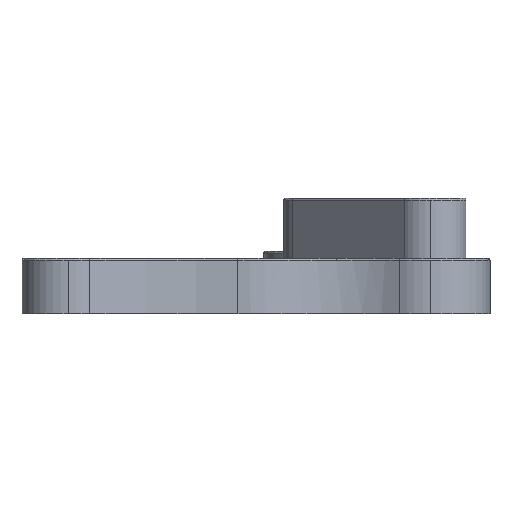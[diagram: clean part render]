
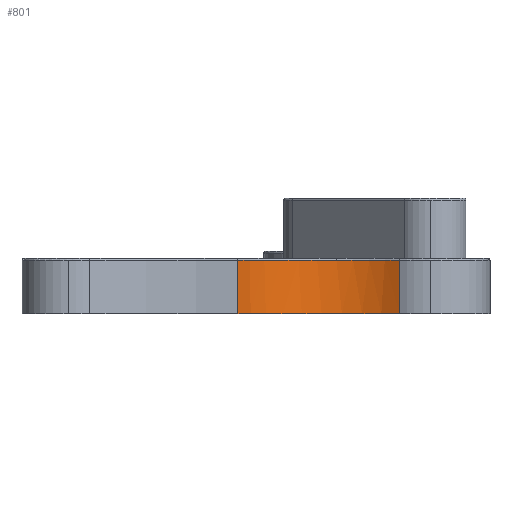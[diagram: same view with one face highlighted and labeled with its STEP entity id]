
A CAD part, left-side view. The second image highlights one B-rep face of the part: STEP entity #801.
In plain terms, the highlighted cylindrical face has radius 15.24 mm (diameter 30.48 mm), a partial arc.
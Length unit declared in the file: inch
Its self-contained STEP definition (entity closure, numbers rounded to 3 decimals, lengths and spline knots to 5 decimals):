
#103 = AXIS2_PLACEMENT_3D ( 'NONE', #1627, #748, #1115 ) ;
#126 = CIRCLE ( 'NONE', #499, 0.6 ) ;
#135 = ORIENTED_EDGE ( 'NONE', *, *, #1659, .T. ) ;
#222 = CARTESIAN_POINT ( 'NONE',  ( 0.45168, -1.65568, 0.27 ) ) ;
#254 = DIRECTION ( 'NONE',  ( 0., 0., -1. ) ) ;
#273 = DIRECTION ( 'NONE',  ( 0., 0., -1. ) ) ;
#375 = DIRECTION ( 'NONE',  ( 0., 0., 1. ) ) ;
#400 = CARTESIAN_POINT ( 'NONE',  ( 1.05168, -1.65568, 0.27 ) ) ;
#406 = ORIENTED_EDGE ( 'NONE', *, *, #1222, .T. ) ;
#411 = FACE_OUTER_BOUND ( 'NONE', #2249, .T. ) ;
#469 = CARTESIAN_POINT ( 'NONE',  ( 0.45168, -1.65568, 0. ) ) ;
#499 = AXIS2_PLACEMENT_3D ( 'NONE', #222, #375, #1634 ) ;
#551 = LINE ( 'NONE', #1957, #2071 ) ;
#569 = CIRCLE ( 'NONE', #1592, 0.6 ) ;
#584 = VERTEX_POINT ( 'NONE', #1004 ) ;
#748 = DIRECTION ( 'NONE',  ( 0., 0., -1. ) ) ;
#781 = ORIENTED_EDGE ( 'NONE', *, *, #1094, .T. ) ;
#801 = ADVANCED_FACE ( 'NONE', ( #411 ), #1435, .F. ) ;
#805 = CARTESIAN_POINT ( 'NONE',  ( 0.96056, -1.97354, 0. ) ) ;
#827 = VERTEX_POINT ( 'NONE', #400 ) ;
#1004 = CARTESIAN_POINT ( 'NONE',  ( 0.96056, -1.97354, 0.27 ) ) ;
#1094 = EDGE_CURVE ( 'NONE', #584, #827, #2166, .T. ) ;
#1115 = DIRECTION ( 'NONE',  ( -1., 0., 0. ) ) ;
#1167 = DIRECTION ( 'NONE',  ( 1., 0., 0. ) ) ;
#1222 = EDGE_CURVE ( 'NONE', #827, #2084, #126, .T. ) ;
#1239 = VECTOR ( 'NONE', #273, 39.37008 ) ;
#1316 = CARTESIAN_POINT ( 'NONE',  ( 0.78468, -1.15657, 0. ) ) ;
#1336 = DIRECTION ( 'NONE',  ( 1., 0., 0. ) ) ;
#1342 = LINE ( 'NONE', #2197, #1239 ) ;
#1360 = CARTESIAN_POINT ( 'NONE',  ( 0.45168, -1.65568, 0.27 ) ) ;
#1435 = CYLINDRICAL_SURFACE ( 'NONE', #103, 0.6 ) ;
#1464 = VERTEX_POINT ( 'NONE', #805 ) ;
#1592 = AXIS2_PLACEMENT_3D ( 'NONE', #469, #254, #1167 ) ;
#1627 = CARTESIAN_POINT ( 'NONE',  ( 0.45168, -1.65568, 0.28 ) ) ;
#1634 = DIRECTION ( 'NONE',  ( 1., 0., 0. ) ) ;
#1659 = EDGE_CURVE ( 'NONE', #2084, #1913, #551, .T. ) ;
#1714 = ORIENTED_EDGE ( 'NONE', *, *, #1775, .F. ) ;
#1775 = EDGE_CURVE ( 'NONE', #584, #1464, #1342, .T. ) ;
#1831 = CARTESIAN_POINT ( 'NONE',  ( 0.78468, -1.15657, 0.27 ) ) ;
#1889 = DIRECTION ( 'NONE',  ( 0., 0., 1. ) ) ;
#1913 = VERTEX_POINT ( 'NONE', #1316 ) ;
#1948 = ORIENTED_EDGE ( 'NONE', *, *, #2145, .T. ) ;
#1957 = CARTESIAN_POINT ( 'NONE',  ( 0.78468, -1.15657, 0.28 ) ) ;
#1985 = AXIS2_PLACEMENT_3D ( 'NONE', #1360, #1889, #1336 ) ;
#2071 = VECTOR ( 'NONE', #2159, 39.37008 ) ;
#2084 = VERTEX_POINT ( 'NONE', #1831 ) ;
#2145 = EDGE_CURVE ( 'NONE', #1913, #1464, #569, .T. ) ;
#2159 = DIRECTION ( 'NONE',  ( 0., 0., -1. ) ) ;
#2166 = CIRCLE ( 'NONE', #1985, 0.6 ) ;
#2197 = CARTESIAN_POINT ( 'NONE',  ( 0.96056, -1.97354, 0.28 ) ) ;
#2249 = EDGE_LOOP ( 'NONE', ( #1714, #781, #406, #135, #1948 ) ) ;
